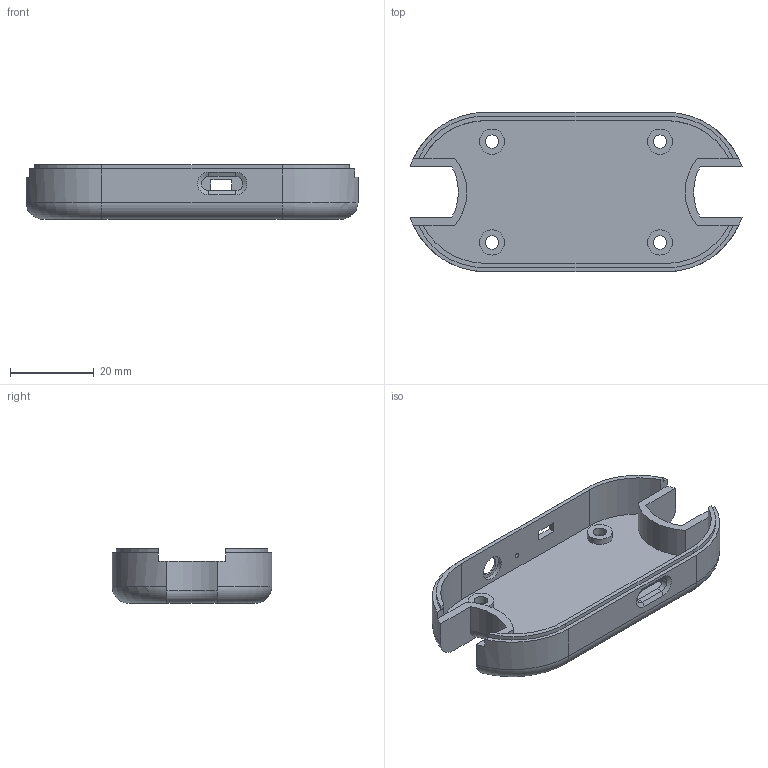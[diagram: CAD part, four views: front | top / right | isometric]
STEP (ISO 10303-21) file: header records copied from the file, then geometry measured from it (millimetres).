
FILE_DESCRIPTION(('FreeCAD Model'),'2;1');
FILE_NAME('Open CASCADE Shape Model','2025-10-13T19:17:06',(''),(''), 'Open CASCADE STEP processor 7.8','FreeCAD','Unknown');
FILE_SCHEMA(('AUTOMOTIVE_DESIGN { 1 0 10303 214 1 1 1 1 }'));
Length unit declared in the file: millimetre
Products named in the file (1): bottom
Bounding box: 79.06 x 38 x 13 mm (x, y, z)
Volume: 9640.4 mm3; surface area: 10032.7 mm2
Topology: 1 solids, 1 shells, 95 faces, 250 edges, 161 vertices
Faces by surface type: plane 49, cylinder 35, torus 6, cone 4, bspline 1
Full cylindrical faces by diameter (mm): 1.2 x1, 3.2 x4, 4.5 x1, 6 x9
Entity records: 3166 total; most frequent: CARTESIAN_POINT 753, DIRECTION 508, ORIENTED_EDGE 484, EDGE_CURVE 242, AXIS2_PLACEMENT_3D 182, VERTEX_POINT 157, LINE 144, VECTOR 144
